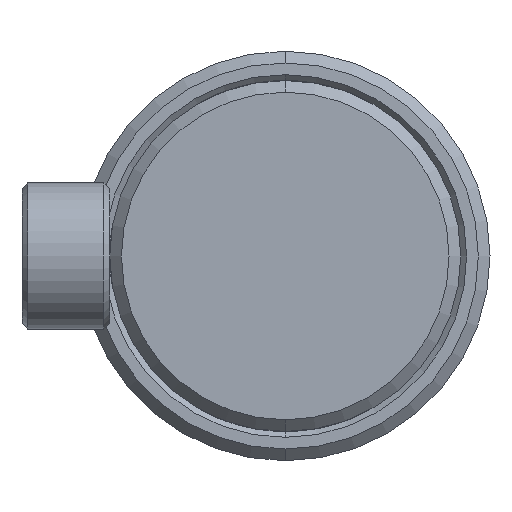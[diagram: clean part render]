
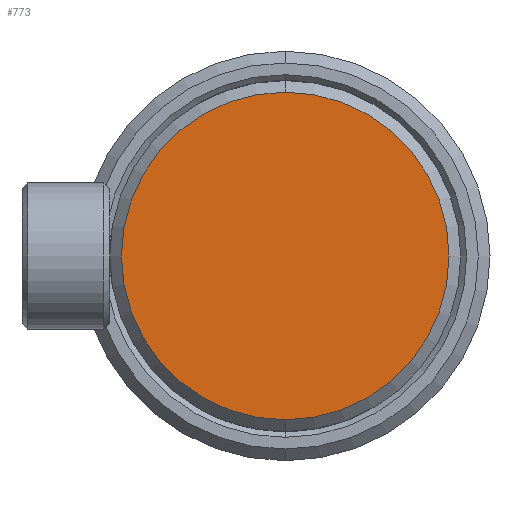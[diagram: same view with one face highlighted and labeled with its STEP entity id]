
A CAD part, left-side view. The second image highlights one B-rep face of the part: STEP entity #773.
In plain terms, the highlighted planar face has unit normal (-1, 0, 0).
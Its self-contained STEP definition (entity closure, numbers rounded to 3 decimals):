
#399 = PLANE ( 'NONE',  #1872 ) ;
#447 = EDGE_LOOP ( 'NONE', ( #1471, #2210 ) ) ;
#479 = AXIS2_PLACEMENT_3D ( 'NONE', #1469, #1508, #1519 ) ;
#773 = ADVANCED_FACE ( 'NONE', ( #2006 ), #399, .F. ) ;
#869 = DIRECTION ( 'NONE',  ( 1., 0., 0. ) ) ;
#881 = DIRECTION ( 'NONE',  ( 0., 0., -1. ) ) ;
#1155 = CARTESIAN_POINT ( 'NONE',  ( -47., 0., 28. ) ) ;
#1371 = EDGE_CURVE ( 'NONE', #2997, #1779, #1635, .T. ) ;
#1469 = CARTESIAN_POINT ( 'NONE',  ( -47., 0., 0. ) ) ;
#1471 = ORIENTED_EDGE ( 'NONE', *, *, #1371, .T. ) ;
#1508 = DIRECTION ( 'NONE',  ( -1., 0., 0. ) ) ;
#1519 = DIRECTION ( 'NONE',  ( 0., 0., -1. ) ) ;
#1635 = CIRCLE ( 'NONE', #1764, 28. ) ;
#1687 = CARTESIAN_POINT ( 'NONE',  ( -47., 0., 0. ) ) ;
#1764 = AXIS2_PLACEMENT_3D ( 'NONE', #1687, #1908, #1929 ) ;
#1779 = VERTEX_POINT ( 'NONE', #1155 ) ;
#1825 = EDGE_CURVE ( 'NONE', #1779, #2997, #3016, .T. ) ;
#1872 = AXIS2_PLACEMENT_3D ( 'NONE', #2599, #869, #881 ) ;
#1908 = DIRECTION ( 'NONE',  ( -1., 0., 0. ) ) ;
#1929 = DIRECTION ( 'NONE',  ( 0., 0., -1. ) ) ;
#2006 = FACE_OUTER_BOUND ( 'NONE', #447, .T. ) ;
#2095 = CARTESIAN_POINT ( 'NONE',  ( -47., 0., -28. ) ) ;
#2210 = ORIENTED_EDGE ( 'NONE', *, *, #1825, .T. ) ;
#2599 = CARTESIAN_POINT ( 'NONE',  ( -47., 30., 0. ) ) ;
#2997 = VERTEX_POINT ( 'NONE', #2095 ) ;
#3016 = CIRCLE ( 'NONE', #479, 28. ) ;
